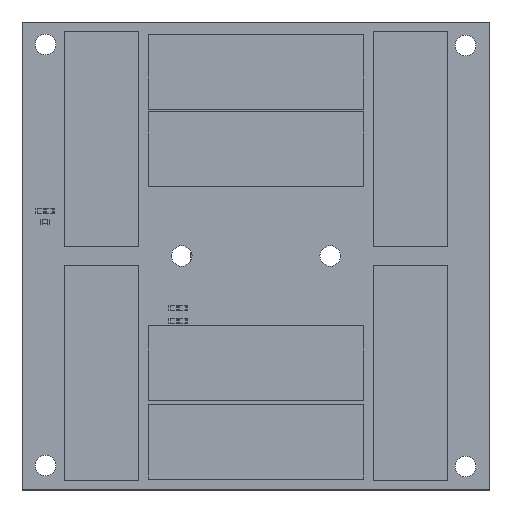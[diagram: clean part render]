
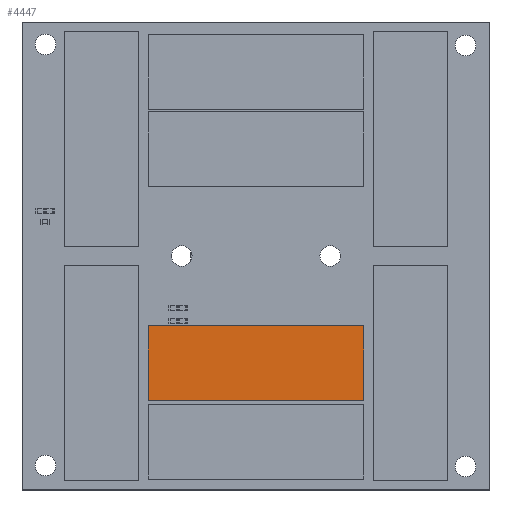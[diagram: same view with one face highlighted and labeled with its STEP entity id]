
A CAD part, top view. The second image highlights one B-rep face of the part: STEP entity #4447.
In plain terms, the highlighted face is planar.
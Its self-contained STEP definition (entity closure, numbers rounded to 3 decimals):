
#4133 = VERTEX_POINT('',#4134);
#4134 = CARTESIAN_POINT('',(-11.5,0.,-4.));
#4141 = PLANE('',#4142);
#4142 = AXIS2_PLACEMENT_3D('',#4143,#4144,#4145);
#4143 = CARTESIAN_POINT('',(-11.5,1.8,4.));
#4144 = DIRECTION('',(1.,0.,0.));
#4145 = DIRECTION('',(0.,0.,-1.));
#4153 = PLANE('',#4154);
#4154 = AXIS2_PLACEMENT_3D('',#4155,#4156,#4157);
#4155 = CARTESIAN_POINT('',(-11.5,1.8,-4.));
#4156 = DIRECTION('',(0.,0.,1.));
#4157 = DIRECTION('',(1.,0.,0.));
#4194 = VERTEX_POINT('',#4195);
#4195 = CARTESIAN_POINT('',(-11.5,0.,4.));
#4209 = PLANE('',#4210);
#4210 = AXIS2_PLACEMENT_3D('',#4211,#4212,#4213);
#4211 = CARTESIAN_POINT('',(-11.5,1.8,4.));
#4212 = DIRECTION('',(0.,0.,-1.));
#4213 = DIRECTION('',(-1.,0.,0.));
#4221 = EDGE_CURVE('',#4133,#4194,#4222,.T.);
#4222 = SURFACE_CURVE('',#4223,(#4227,#4234),.PCURVE_S1.);
#4223 = LINE('',#4224,#4225);
#4224 = CARTESIAN_POINT('',(-11.5,0.,4.));
#4225 = VECTOR('',#4226,1.);
#4226 = DIRECTION('',(0.,0.,1.));
#4227 = PCURVE('',#4141,#4228);
#4228 = DEFINITIONAL_REPRESENTATION('',(#4229),#4233);
#4229 = LINE('',#4230,#4231);
#4230 = CARTESIAN_POINT('',(0.,-1.8));
#4231 = VECTOR('',#4232,1.);
#4232 = DIRECTION('',(-1.,0.));
#4233 = ( GEOMETRIC_REPRESENTATION_CONTEXT(2) 
PARAMETRIC_REPRESENTATION_CONTEXT() REPRESENTATION_CONTEXT('2D SPACE',''
  ) );
#4234 = PCURVE('',#4235,#4240);
#4235 = PLANE('',#4236);
#4236 = AXIS2_PLACEMENT_3D('',#4237,#4238,#4239);
#4237 = CARTESIAN_POINT('',(0.,0.,0.));
#4238 = DIRECTION('',(0.,-1.,0.));
#4239 = DIRECTION('',(0.,0.,-1.));
#4240 = DEFINITIONAL_REPRESENTATION('',(#4241),#4245);
#4241 = LINE('',#4242,#4243);
#4242 = CARTESIAN_POINT('',(-4.,-11.5));
#4243 = VECTOR('',#4244,1.);
#4244 = DIRECTION('',(-1.,0.));
#4245 = ( GEOMETRIC_REPRESENTATION_CONTEXT(2) 
PARAMETRIC_REPRESENTATION_CONTEXT() REPRESENTATION_CONTEXT('2D SPACE',''
  ) );
#4275 = VERTEX_POINT('',#4276);
#4276 = CARTESIAN_POINT('',(11.5,0.,4.));
#4290 = PLANE('',#4291);
#4291 = AXIS2_PLACEMENT_3D('',#4292,#4293,#4294);
#4292 = CARTESIAN_POINT('',(11.5,1.8,4.));
#4293 = DIRECTION('',(-1.,0.,0.));
#4294 = DIRECTION('',(0.,0.,1.));
#4302 = EDGE_CURVE('',#4194,#4275,#4303,.T.);
#4303 = SURFACE_CURVE('',#4304,(#4308,#4315),.PCURVE_S1.);
#4304 = LINE('',#4305,#4306);
#4305 = CARTESIAN_POINT('',(-11.5,0.,4.));
#4306 = VECTOR('',#4307,1.);
#4307 = DIRECTION('',(1.,0.,0.));
#4308 = PCURVE('',#4209,#4309);
#4309 = DEFINITIONAL_REPRESENTATION('',(#4310),#4314);
#4310 = LINE('',#4311,#4312);
#4311 = CARTESIAN_POINT('',(0.,-1.8));
#4312 = VECTOR('',#4313,1.);
#4313 = DIRECTION('',(-1.,0.));
#4314 = ( GEOMETRIC_REPRESENTATION_CONTEXT(2) 
PARAMETRIC_REPRESENTATION_CONTEXT() REPRESENTATION_CONTEXT('2D SPACE',''
  ) );
#4315 = PCURVE('',#4235,#4316);
#4316 = DEFINITIONAL_REPRESENTATION('',(#4317),#4321);
#4317 = LINE('',#4318,#4319);
#4318 = CARTESIAN_POINT('',(-4.,-11.5));
#4319 = VECTOR('',#4320,1.);
#4320 = DIRECTION('',(0.,1.));
#4321 = ( GEOMETRIC_REPRESENTATION_CONTEXT(2) 
PARAMETRIC_REPRESENTATION_CONTEXT() REPRESENTATION_CONTEXT('2D SPACE',''
  ) );
#4351 = VERTEX_POINT('',#4352);
#4352 = CARTESIAN_POINT('',(11.5,0.,-4.));
#4373 = EDGE_CURVE('',#4275,#4351,#4374,.T.);
#4374 = SURFACE_CURVE('',#4375,(#4379,#4386),.PCURVE_S1.);
#4375 = LINE('',#4376,#4377);
#4376 = CARTESIAN_POINT('',(11.5,0.,4.));
#4377 = VECTOR('',#4378,1.);
#4378 = DIRECTION('',(0.,0.,-1.));
#4379 = PCURVE('',#4290,#4380);
#4380 = DEFINITIONAL_REPRESENTATION('',(#4381),#4385);
#4381 = LINE('',#4382,#4383);
#4382 = CARTESIAN_POINT('',(0.,-1.8));
#4383 = VECTOR('',#4384,1.);
#4384 = DIRECTION('',(-1.,0.));
#4385 = ( GEOMETRIC_REPRESENTATION_CONTEXT(2) 
PARAMETRIC_REPRESENTATION_CONTEXT() REPRESENTATION_CONTEXT('2D SPACE',''
  ) );
#4386 = PCURVE('',#4235,#4387);
#4387 = DEFINITIONAL_REPRESENTATION('',(#4388),#4392);
#4388 = LINE('',#4389,#4390);
#4389 = CARTESIAN_POINT('',(-4.,11.5));
#4390 = VECTOR('',#4391,1.);
#4391 = DIRECTION('',(1.,0.));
#4392 = ( GEOMETRIC_REPRESENTATION_CONTEXT(2) 
PARAMETRIC_REPRESENTATION_CONTEXT() REPRESENTATION_CONTEXT('2D SPACE',''
  ) );
#4397 = EDGE_CURVE('',#4351,#4133,#4398,.T.);
#4398 = SURFACE_CURVE('',#4399,(#4403,#4410),.PCURVE_S1.);
#4399 = LINE('',#4400,#4401);
#4400 = CARTESIAN_POINT('',(-11.5,0.,-4.));
#4401 = VECTOR('',#4402,1.);
#4402 = DIRECTION('',(-1.,0.,0.));
#4403 = PCURVE('',#4153,#4404);
#4404 = DEFINITIONAL_REPRESENTATION('',(#4405),#4409);
#4405 = LINE('',#4406,#4407);
#4406 = CARTESIAN_POINT('',(0.,-1.8));
#4407 = VECTOR('',#4408,1.);
#4408 = DIRECTION('',(-1.,0.));
#4409 = ( GEOMETRIC_REPRESENTATION_CONTEXT(2) 
PARAMETRIC_REPRESENTATION_CONTEXT() REPRESENTATION_CONTEXT('2D SPACE',''
  ) );
#4410 = PCURVE('',#4235,#4411);
#4411 = DEFINITIONAL_REPRESENTATION('',(#4412),#4416);
#4412 = LINE('',#4413,#4414);
#4413 = CARTESIAN_POINT('',(4.,-11.5));
#4414 = VECTOR('',#4415,1.);
#4415 = DIRECTION('',(0.,-1.));
#4416 = ( GEOMETRIC_REPRESENTATION_CONTEXT(2) 
PARAMETRIC_REPRESENTATION_CONTEXT() REPRESENTATION_CONTEXT('2D SPACE',''
  ) );
#4447 = ADVANCED_FACE('',(#4448),#4235,.T.);
#4448 = FACE_BOUND('',#4449,.T.);
#4449 = EDGE_LOOP('',(#4450,#4451,#4452,#4453));
#4450 = ORIENTED_EDGE('',*,*,#4221,.F.);
#4451 = ORIENTED_EDGE('',*,*,#4397,.F.);
#4452 = ORIENTED_EDGE('',*,*,#4373,.F.);
#4453 = ORIENTED_EDGE('',*,*,#4302,.F.);
